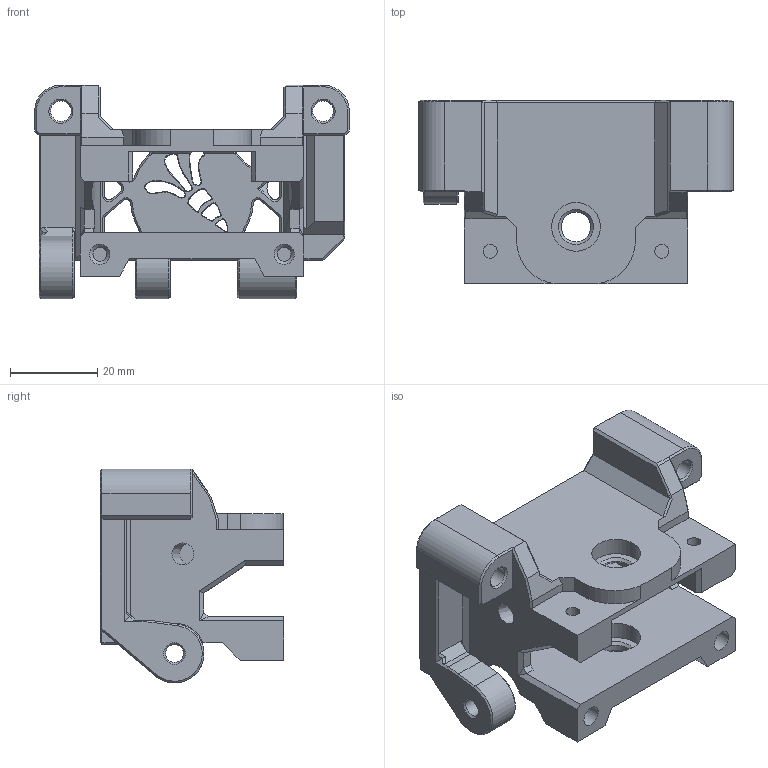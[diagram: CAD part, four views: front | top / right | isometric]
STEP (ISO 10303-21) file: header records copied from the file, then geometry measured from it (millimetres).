
FILE_DESCRIPTION(/* description */ (''),/* implementation_level */ '2;1');
FILE_NAME(/* name */ 'M4_pulley_mount.step',/* time_stamp */ '2024-08-27T00:07:20-04:00',/* author */ (''),/* organization */ (''),/* preprocessor_version */ 'ST-DEVELOPER v20',/* originating_system */ 'Autodesk Translation Framework v13.14.0.145',/* authorisation */ '');
FILE_SCHEMA (('AUTOMOTIVE_DESIGN { 1 0 10303 214 3 1 1 }'));
Length unit declared in the file: millimetre
Products named in the file (1): M4_pulley_mount
Bounding box: 71.96 x 42 x 48.95 mm (x, y, z)
Volume: 42862.7 mm3; surface area: 21682.7 mm2
Topology: 1 solids, 1 shells, 579 faces, 1464 edges, 868 vertices
Faces by surface type: plane 302, cone 127, cylinder 101, bspline 49
Full cylindrical faces by diameter (mm): 3.15 x2, 3.2 x2, 4.1 x3, 4.65 x2, 4.7 x4, 6.8 x2, 11.13 x2
Entity records: 34308 total; most frequent: CARTESIAN_POINT 20764, ORIENTED_EDGE 2888, DIRECTION 2669, EDGE_CURVE 1444, LINE 971, VECTOR 971, VERTEX_POINT 868, AXIS2_PLACEMENT_3D 849
